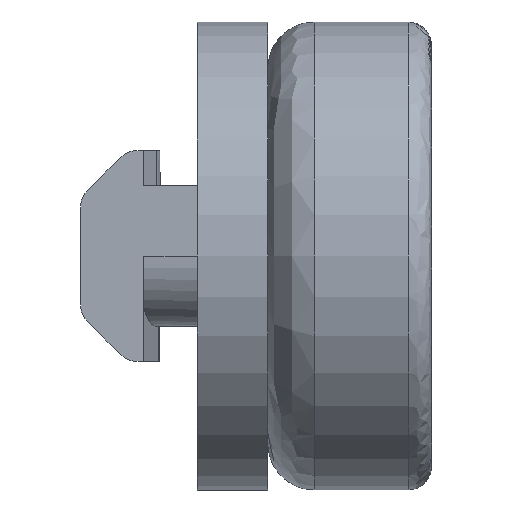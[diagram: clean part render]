
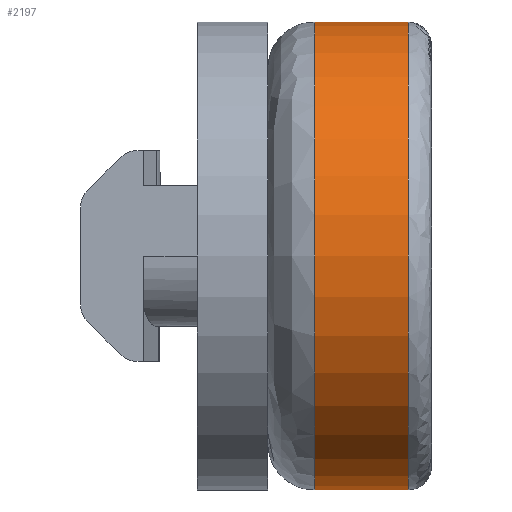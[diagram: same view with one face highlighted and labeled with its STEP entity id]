
A CAD part, left-side view. The second image highlights one B-rep face of the part: STEP entity #2197.
In plain terms, the highlighted cylindrical face has radius 10 mm (diameter 20 mm), a partial arc.
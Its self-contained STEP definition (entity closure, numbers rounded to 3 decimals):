
#26 = VECTOR ( 'NONE', #1726, 1000. ) ;
#53 = CARTESIAN_POINT ( 'NONE',  ( -35., -9., -10. ) ) ;
#292 = CIRCLE ( 'NONE', #1734, 10. ) ;
#327 = EDGE_CURVE ( 'NONE', #1032, #707, #997, .T. ) ;
#336 = ORIENTED_EDGE ( 'NONE', *, *, #2011, .F. ) ;
#394 = CARTESIAN_POINT ( 'NONE',  ( -35., -9., 10. ) ) ;
#463 = ORIENTED_EDGE ( 'NONE', *, *, #327, .T. ) ;
#484 = ORIENTED_EDGE ( 'NONE', *, *, #2083, .F. ) ;
#492 = CARTESIAN_POINT ( 'NONE',  ( -35., -3., 10. ) ) ;
#593 = CARTESIAN_POINT ( 'NONE',  ( -35., -3., -10. ) ) ;
#618 = CARTESIAN_POINT ( 'NONE',  ( -35., -5., 0. ) ) ;
#626 = DIRECTION ( 'NONE',  ( 0., 1., 0. ) ) ;
#707 = VERTEX_POINT ( 'NONE', #394 ) ;
#710 = ORIENTED_EDGE ( 'NONE', *, *, #2317, .T. ) ;
#773 = VECTOR ( 'NONE', #1996, 1000. ) ;
#923 = VERTEX_POINT ( 'NONE', #1930 ) ;
#997 = CIRCLE ( 'NONE', #2118, 10. ) ;
#1032 = VERTEX_POINT ( 'NONE', #53 ) ;
#1047 = FACE_OUTER_BOUND ( 'NONE', #1346, .T. ) ;
#1234 = VERTEX_POINT ( 'NONE', #1254 ) ;
#1254 = CARTESIAN_POINT ( 'NONE',  ( -35., -5., -10. ) ) ;
#1346 = EDGE_LOOP ( 'NONE', ( #336, #463, #710, #484 ) ) ;
#1394 = LINE ( 'NONE', #492, #773 ) ;
#1505 = CARTESIAN_POINT ( 'NONE',  ( -35., -9., 0. ) ) ;
#1513 = DIRECTION ( 'NONE',  ( 0., 1., 0. ) ) ;
#1644 = LINE ( 'NONE', #593, #26 ) ;
#1726 = DIRECTION ( 'NONE',  ( 0., 1., 0. ) ) ;
#1734 = AXIS2_PLACEMENT_3D ( 'NONE', #618, #626, #2133 ) ;
#1762 = CARTESIAN_POINT ( 'NONE',  ( -35., -3., 0. ) ) ;
#1767 = DIRECTION ( 'NONE',  ( 0., 1., 0. ) ) ;
#1853 = AXIS2_PLACEMENT_3D ( 'NONE', #1762, #1767, #2352 ) ;
#1930 = CARTESIAN_POINT ( 'NONE',  ( -35., -5., 10. ) ) ;
#1996 = DIRECTION ( 'NONE',  ( 0., 1., 0. ) ) ;
#2011 = EDGE_CURVE ( 'NONE', #1032, #1234, #1644, .T. ) ;
#2064 = CYLINDRICAL_SURFACE ( 'NONE', #1853, 10. ) ;
#2083 = EDGE_CURVE ( 'NONE', #1234, #923, #292, .T. ) ;
#2118 = AXIS2_PLACEMENT_3D ( 'NONE', #1505, #1513, #2318 ) ;
#2133 = DIRECTION ( 'NONE',  ( 0., 0., 1. ) ) ;
#2197 = ADVANCED_FACE ( 'NONE', ( #1047 ), #2064, .T. ) ;
#2317 = EDGE_CURVE ( 'NONE', #707, #923, #1394, .T. ) ;
#2318 = DIRECTION ( 'NONE',  ( 0., 0., 1. ) ) ;
#2352 = DIRECTION ( 'NONE',  ( 0., 0., 1. ) ) ;
